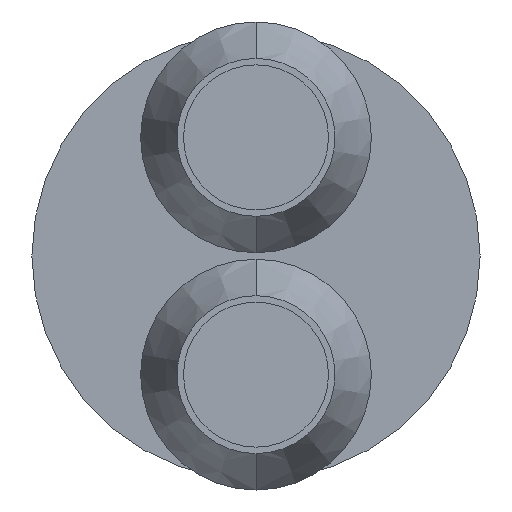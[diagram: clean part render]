
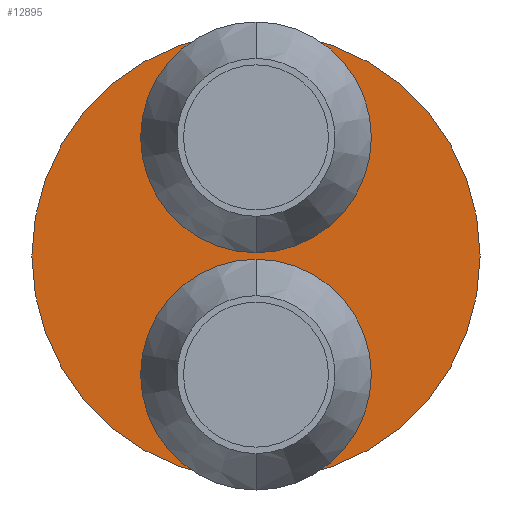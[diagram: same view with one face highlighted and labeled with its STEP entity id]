
A CAD part, front view. The second image highlights one B-rep face of the part: STEP entity #12895.
In plain terms, the highlighted planar face has unit normal (0, -1, 0).
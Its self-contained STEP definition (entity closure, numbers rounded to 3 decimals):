
#6267=CARTESIAN_POINT('',(0.,-7.5,0.));
#6268=DIRECTION('',(0.,1.,0.));
#6269=DIRECTION('',(1.,0.,0.));
#6270=AXIS2_PLACEMENT_3D('',#6267,#6268,#6269);
#6272=CARTESIAN_POINT('',(0.,-7.5,0.));
#6273=DIRECTION('',(0.,1.,0.));
#6274=DIRECTION('',(-1.,0.,0.));
#6275=AXIS2_PLACEMENT_3D('',#6272,#6273,#6274);
#6277=CARTESIAN_POINT('',(-1.8,-7.5,0.));
#6278=DIRECTION('',(0.,-1.,0.));
#6279=DIRECTION('',(0.,0.,1.));
#6280=AXIS2_PLACEMENT_3D('',#6277,#6278,#6279);
#6282=CARTESIAN_POINT('',(1.8,-7.5,0.));
#6283=DIRECTION('',(0.,1.,0.));
#6284=DIRECTION('',(0.,0.,1.));
#6285=AXIS2_PLACEMENT_3D('',#6282,#6283,#6284);
#6287=CARTESIAN_POINT('',(1.8,-7.5,0.));
#6288=DIRECTION('',(0.,1.,0.));
#6289=DIRECTION('',(1.,0.,0.));
#6290=AXIS2_PLACEMENT_3D('',#6287,#6288,#6289);
#9897=CARTESIAN_POINT('',(-1.8,-7.5,0.));
#9898=DIRECTION('',(0.,1.,0.));
#9899=DIRECTION('',(0.,0.,1.));
#9900=AXIS2_PLACEMENT_3D('',#9897,#9898,#9899);
#12474=CARTESIAN_POINT('',(3.4,-7.5,0.));
#12475=CARTESIAN_POINT('',(-3.4,-7.5,0.));
#12476=VERTEX_POINT('',#12474);
#12477=VERTEX_POINT('',#12475);
#12508=CARTESIAN_POINT('',(-3.25,-7.5,0.));
#12510=VERTEX_POINT('',#12508);
#12572=CARTESIAN_POINT('',(-1.8,-7.5,1.45));
#12573=VERTEX_POINT('',#12572);
#12678=CARTESIAN_POINT('',(3.25,-7.5,0.));
#12679=VERTEX_POINT('',#12678);
#12701=CARTESIAN_POINT('',(1.8,-7.5,1.45));
#12702=VERTEX_POINT('',#12701);
#12872=CARTESIAN_POINT('',(0.,-7.5,0.));
#12873=DIRECTION('',(0.,1.,0.));
#12874=DIRECTION('',(1.,0.,0.));
#12875=AXIS2_PLACEMENT_3D('',#12872,#12873,#12874);
#12876=PLANE('',#12875);
#12878=ORIENTED_EDGE('',*,*,#12877,.T.);
#12880=ORIENTED_EDGE('',*,*,#12879,.T.);
#12881=EDGE_LOOP('',(#12878,#12880));
#12882=FACE_OUTER_BOUND('',#12881,.F.);
#12884=ORIENTED_EDGE('',*,*,#12883,.T.);
#12886=ORIENTED_EDGE('',*,*,#12885,.F.);
#12887=EDGE_LOOP('',(#12884,#12886));
#12888=FACE_BOUND('',#12887,.F.);
#12890=ORIENTED_EDGE('',*,*,#12889,.F.);
#12892=ORIENTED_EDGE('',*,*,#12891,.F.);
#12893=EDGE_LOOP('',(#12890,#12892));
#12894=FACE_BOUND('',#12893,.F.);
#12895=ADVANCED_FACE('',(#12882,#12888,#12894),#12876,.F.);
#6271=CIRCLE('',#6270,3.4);
#6276=CIRCLE('',#6275,3.4);
#6281=CIRCLE('',#6280,1.45);
#6286=CIRCLE('',#6285,1.45);
#6291=CIRCLE('',#6290,1.45);
#9901=CIRCLE('',#9900,1.45);
#12877=EDGE_CURVE('',#12476,#12477,#6271,.T.);
#12879=EDGE_CURVE('',#12477,#12476,#6276,.T.);
#12883=EDGE_CURVE('',#12573,#12510,#6281,.T.);
#12885=EDGE_CURVE('',#12573,#12510,#9901,.T.);
#12889=EDGE_CURVE('',#12702,#12679,#6286,.T.);
#12891=EDGE_CURVE('',#12679,#12702,#6291,.T.);
